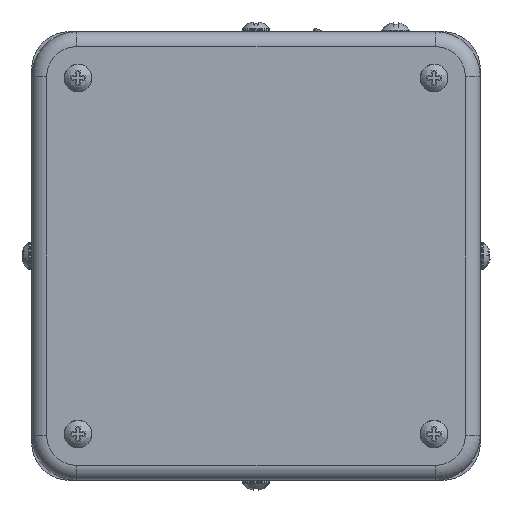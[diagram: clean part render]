
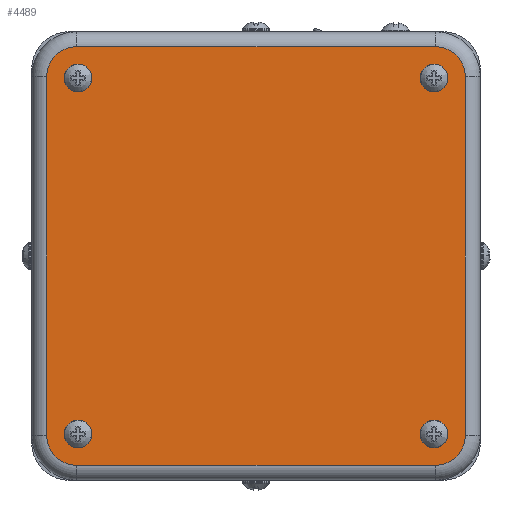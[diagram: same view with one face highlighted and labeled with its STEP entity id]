
A CAD part, left-side view. The second image highlights one B-rep face of the part: STEP entity #4489.
In plain terms, the highlighted planar face has unit normal (-1, 0, 0).
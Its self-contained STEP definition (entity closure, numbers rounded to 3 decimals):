
#101=CARTESIAN_POINT('',(-54.8,-35.709,-32.909));
#102=VERTEX_POINT('',#101);
#103=CARTESIAN_POINT('',(-54.8,-35.709,-35.709));
#104=DIRECTION('',(1.0,0.0,0.0));
#105=DIRECTION('',(0.0,0.0,-1.0));
#106=AXIS2_PLACEMENT_3D('',#103,#104,#105);
#107=CIRCLE('',#106,2.8);
#108=EDGE_CURVE('',#102,#102,#107,.T.);
#710=CARTESIAN_POINT('',(-54.8,-35.709,38.509));
#711=VERTEX_POINT('',#710);
#712=CARTESIAN_POINT('',(-54.8,-35.709,35.709));
#713=DIRECTION('',(1.0,0.0,0.0));
#714=DIRECTION('',(0.0,0.0,-1.0));
#715=AXIS2_PLACEMENT_3D('',#712,#713,#714);
#716=CIRCLE('',#715,2.8);
#717=EDGE_CURVE('',#711,#711,#716,.T.);
#1319=CARTESIAN_POINT('',(-54.8,35.709,38.509));
#1320=VERTEX_POINT('',#1319);
#1321=CARTESIAN_POINT('',(-54.8,35.709,35.709));
#1322=DIRECTION('',(1.0,0.0,0.0));
#1323=DIRECTION('',(0.0,0.0,-1.0));
#1324=AXIS2_PLACEMENT_3D('',#1321,#1322,#1323);
#1325=CIRCLE('',#1324,2.8);
#1326=EDGE_CURVE('',#1320,#1320,#1325,.T.);
#4394=CARTESIAN_POINT('',(-54.8,7.027,7.027));
#4395=DIRECTION('',(1.0,0.0,0.0));
#4396=DIRECTION('',(0.0,0.0,1.0));
#4397=AXIS2_PLACEMENT_3D('',#4394,#4395,#4396);
#4398=PLANE('',#4397);
#4399=CARTESIAN_POINT('',(-54.8,42.,36.));
#4400=VERTEX_POINT('',#4399);
#4401=CARTESIAN_POINT('',(-54.8,36.,42.));
#4402=VERTEX_POINT('',#4401);
#4403=CARTESIAN_POINT('',(-54.8,36.,36.));
#4404=DIRECTION('',(1.0,0.,0.));
#4405=DIRECTION('',(0.,0.707,0.707));
#4406=AXIS2_PLACEMENT_3D('',#4403,#4404,#4405);
#4407=CIRCLE('',#4406,6.);
#4408=EDGE_CURVE('',#4400,#4402,#4407,.T.);
#4409=ORIENTED_EDGE('',*,*,#4408,.F.);
#4410=CARTESIAN_POINT('',(-54.8,42.,-36.));
#4411=VERTEX_POINT('',#4410);
#4412=CARTESIAN_POINT('',(-54.8,42.,-36.0));
#4413=DIRECTION('',(0.0,0.0,1.0));
#4414=VECTOR('',#4413,72.0);
#4415=LINE('',#4412,#4414);
#4416=EDGE_CURVE('',#4411,#4400,#4415,.T.);
#4417=ORIENTED_EDGE('',*,*,#4416,.F.);
#4418=CARTESIAN_POINT('',(-54.8,36.,-42.));
#4419=VERTEX_POINT('',#4418);
#4420=CARTESIAN_POINT('',(-54.8,36.,-36.));
#4421=DIRECTION('',(1.,0.,0.));
#4422=DIRECTION('',(0.,0.707,-0.707));
#4423=AXIS2_PLACEMENT_3D('',#4420,#4421,#4422);
#4424=CIRCLE('',#4423,6.);
#4425=EDGE_CURVE('',#4419,#4411,#4424,.T.);
#4426=ORIENTED_EDGE('',*,*,#4425,.F.);
#4427=CARTESIAN_POINT('',(-54.8,-36.,-42.));
#4428=VERTEX_POINT('',#4427);
#4429=CARTESIAN_POINT('',(-54.8,-36.,-42.));
#4430=DIRECTION('',(0.0,1.0,0.0));
#4431=VECTOR('',#4430,72.0);
#4432=LINE('',#4429,#4431);
#4433=EDGE_CURVE('',#4428,#4419,#4432,.T.);
#4434=ORIENTED_EDGE('',*,*,#4433,.F.);
#4435=CARTESIAN_POINT('',(-54.8,-42.,-36.0));
#4436=VERTEX_POINT('',#4435);
#4437=CARTESIAN_POINT('',(-54.8,-36.,-36.0));
#4438=DIRECTION('',(1.0,0.,0.));
#4439=DIRECTION('',(0.,-0.707,-0.707));
#4440=AXIS2_PLACEMENT_3D('',#4437,#4438,#4439);
#4441=CIRCLE('',#4440,6.);
#4442=EDGE_CURVE('',#4436,#4428,#4441,.T.);
#4443=ORIENTED_EDGE('',*,*,#4442,.F.);
#4444=CARTESIAN_POINT('',(-54.8,-42.,36.));
#4445=VERTEX_POINT('',#4444);
#4446=CARTESIAN_POINT('',(-54.8,-42.,36.));
#4447=DIRECTION('',(0.0,0.0,-1.0));
#4448=VECTOR('',#4447,72.);
#4449=LINE('',#4446,#4448);
#4450=EDGE_CURVE('',#4445,#4436,#4449,.T.);
#4451=ORIENTED_EDGE('',*,*,#4450,.F.);
#4452=CARTESIAN_POINT('',(-54.8,-36.,42.));
#4453=VERTEX_POINT('',#4452);
#4454=CARTESIAN_POINT('',(-54.8,-36.,36.));
#4455=DIRECTION('',(1.,0.,0.));
#4456=DIRECTION('',(0.,-0.707,0.707));
#4457=AXIS2_PLACEMENT_3D('',#4454,#4455,#4456);
#4458=CIRCLE('',#4457,6.);
#4459=EDGE_CURVE('',#4453,#4445,#4458,.T.);
#4460=ORIENTED_EDGE('',*,*,#4459,.F.);
#4461=CARTESIAN_POINT('',(-54.8,36.,42.));
#4462=DIRECTION('',(0.0,-1.0,0.0));
#4463=VECTOR('',#4462,72.0);
#4464=LINE('',#4461,#4463);
#4465=EDGE_CURVE('',#4402,#4453,#4464,.T.);
#4466=ORIENTED_EDGE('',*,*,#4465,.F.);
#4467=EDGE_LOOP('',(#4409,#4417,#4426,#4434,#4443,#4451,#4460,#4466));
#4468=FACE_OUTER_BOUND('',#4467,.T.);
#4469=ORIENTED_EDGE('',*,*,#108,.T.);
#4470=EDGE_LOOP('',(#4469));
#4471=FACE_BOUND('',#4470,.T.);
#4472=CARTESIAN_POINT('',(-54.8,35.709,-32.909));
#4473=VERTEX_POINT('',#4472);
#4474=CARTESIAN_POINT('',(-54.8,35.709,-35.709));
#4475=DIRECTION('',(1.0,0.0,0.0));
#4476=DIRECTION('',(0.0,0.0,-1.0));
#4477=AXIS2_PLACEMENT_3D('',#4474,#4475,#4476);
#4478=CIRCLE('',#4477,2.8);
#4479=EDGE_CURVE('',#4473,#4473,#4478,.T.);
#4480=ORIENTED_EDGE('',*,*,#4479,.T.);
#4481=EDGE_LOOP('',(#4480));
#4482=FACE_BOUND('',#4481,.T.);
#4483=ORIENTED_EDGE('',*,*,#717,.T.);
#4484=EDGE_LOOP('',(#4483));
#4485=FACE_BOUND('',#4484,.T.);
#4486=ORIENTED_EDGE('',*,*,#1326,.T.);
#4487=EDGE_LOOP('',(#4486));
#4488=FACE_BOUND('',#4487,.T.);
#4489=ADVANCED_FACE('',(#4468,#4471,#4482,#4485,#4488),#4398,.F.);
